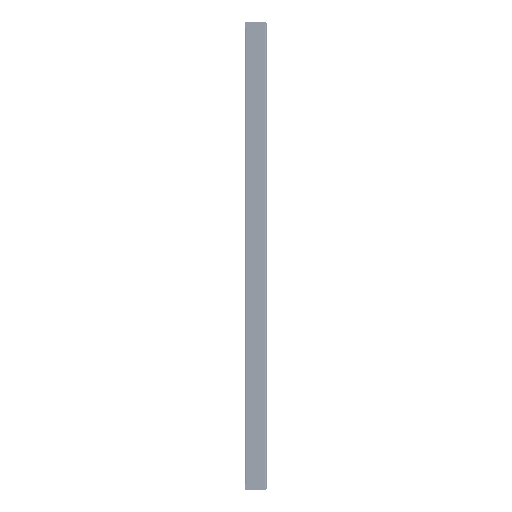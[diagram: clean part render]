
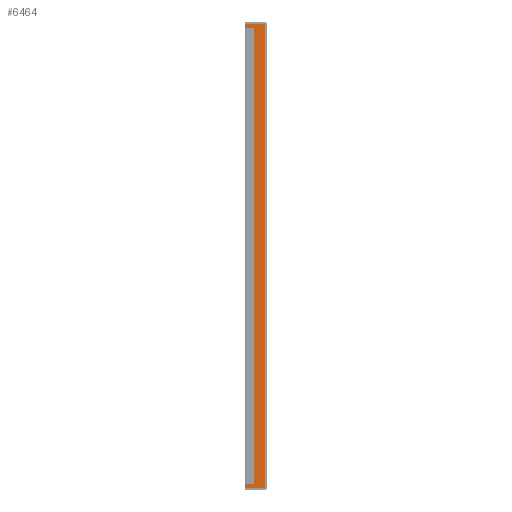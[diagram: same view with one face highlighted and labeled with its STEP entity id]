
A CAD part, left-side view. The second image highlights one B-rep face of the part: STEP entity #6464.
In plain terms, the highlighted planar face has unit normal (-1, 0, 0).
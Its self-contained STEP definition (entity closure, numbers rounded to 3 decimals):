
#1002 = LINE ( 'NONE', #140226, #139204 ) ;
#6464 = ADVANCED_FACE ( 'NONE', ( #55551 ), #164286, .F. ) ;
#6845 = ORIENTED_EDGE ( 'NONE', *, *, #134490, .T. ) ;
#13457 = EDGE_LOOP ( 'NONE', ( #39243, #89425, #163777, #6845 ) ) ;
#21704 = VERTEX_POINT ( 'NONE', #160630 ) ;
#27762 = VERTEX_POINT ( 'NONE', #58649 ) ;
#29651 = EDGE_CURVE ( 'NONE', #54501, #27762, #1002, .T. ) ;
#30678 = CARTESIAN_POINT ( 'NONE',  ( -236.65, 15., -162.15 ) ) ;
#39243 = ORIENTED_EDGE ( 'NONE', *, *, #76924, .F. ) ;
#44597 = CARTESIAN_POINT ( 'NONE',  ( -236.65, 1.5, 162.15 ) ) ;
#44841 = CARTESIAN_POINT ( 'NONE',  ( -236.65, 15., -162.15 ) ) ;
#45377 = CARTESIAN_POINT ( 'NONE',  ( -236.65, 1.5, -162.15 ) ) ;
#48757 = VECTOR ( 'NONE', #99074, 1000. ) ;
#49886 = VECTOR ( 'NONE', #113850, 1000. ) ;
#54501 = VERTEX_POINT ( 'NONE', #44597 ) ;
#55551 = FACE_OUTER_BOUND ( 'NONE', #13457, .T. ) ;
#56008 = LINE ( 'NONE', #141085, #112643 ) ;
#58649 = CARTESIAN_POINT ( 'NONE',  ( -236.65, 15., 162.15 ) ) ;
#61128 = CARTESIAN_POINT ( 'NONE',  ( -236.65, 1., -162.15 ) ) ;
#62064 = DIRECTION ( 'NONE',  ( 0., 0., -1. ) ) ;
#71050 = VERTEX_POINT ( 'NONE', #45377 ) ;
#76924 = EDGE_CURVE ( 'NONE', #54501, #71050, #56008, .T. ) ;
#85437 = LINE ( 'NONE', #61128, #49886 ) ;
#89425 = ORIENTED_EDGE ( 'NONE', *, *, #29651, .T. ) ;
#98658 = DIRECTION ( 'NONE',  ( 0., 1., 0. ) ) ;
#99074 = DIRECTION ( 'NONE',  ( 0., 0., -1. ) ) ;
#112643 = VECTOR ( 'NONE', #62064, 1000. ) ;
#113850 = DIRECTION ( 'NONE',  ( 0., -1., 0. ) ) ;
#125611 = DIRECTION ( 'NONE',  ( 1., 0., 0. ) ) ;
#130445 = LINE ( 'NONE', #30678, #48757 ) ;
#134490 = EDGE_CURVE ( 'NONE', #21704, #71050, #85437, .T. ) ;
#139204 = VECTOR ( 'NONE', #166020, 1000. ) ;
#140226 = CARTESIAN_POINT ( 'NONE',  ( -236.65, 15., 162.15 ) ) ;
#141085 = CARTESIAN_POINT ( 'NONE',  ( -236.65, 1.5, -162.15 ) ) ;
#159869 = EDGE_CURVE ( 'NONE', #27762, #21704, #130445, .T. ) ;
#160630 = CARTESIAN_POINT ( 'NONE',  ( -236.65, 15., -162.15 ) ) ;
#163777 = ORIENTED_EDGE ( 'NONE', *, *, #159869, .T. ) ;
#164286 = PLANE ( 'NONE',  #172771 ) ;
#166020 = DIRECTION ( 'NONE',  ( 0., 1., 0. ) ) ;
#172771 = AXIS2_PLACEMENT_3D ( 'NONE', #44841, #125611, #98658 ) ;
